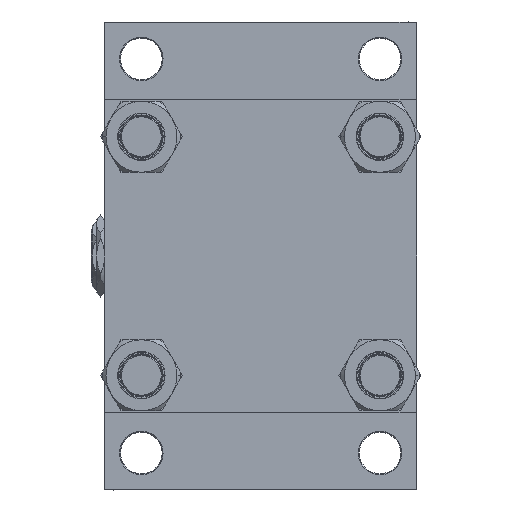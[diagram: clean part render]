
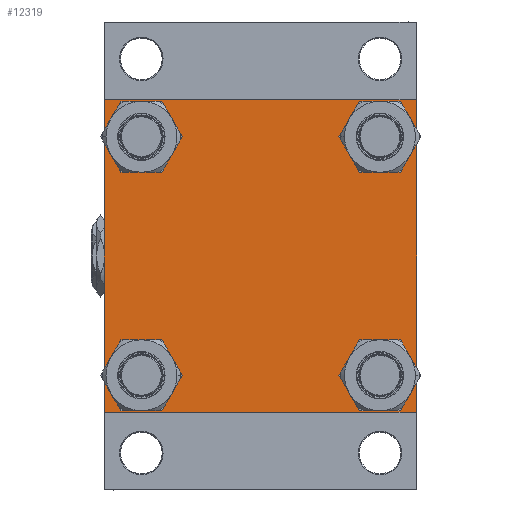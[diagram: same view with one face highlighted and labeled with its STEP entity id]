
A CAD part, left-side view. The second image highlights one B-rep face of the part: STEP entity #12319.
In plain terms, the highlighted planar face has unit normal (-1, 0, 0).
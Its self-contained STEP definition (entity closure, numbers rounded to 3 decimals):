
#210 = VERTEX_POINT ( 'NONE', #17242 ) ;
#1340 = AXIS2_PLACEMENT_3D ( 'NONE', #49166, #22134, #29883 ) ;
#1620 = CARTESIAN_POINT ( 'NONE',  ( 0., -62.95, -62.95 ) ) ;
#2209 = ORIENTED_EDGE ( 'NONE', *, *, #44238, .T. ) ;
#2861 = FACE_BOUND ( 'NONE', #48004, .T. ) ;
#2997 = EDGE_CURVE ( 'NONE', #44845, #210, #31458, .T. ) ;
#4279 = EDGE_CURVE ( 'NONE', #31011, #30887, #38245, .T. ) ;
#4301 = VERTEX_POINT ( 'NONE', #37754 ) ;
#4753 = LINE ( 'NONE', #19786, #6118 ) ;
#5087 = VECTOR ( 'NONE', #31215, 1000. ) ;
#5099 = CARTESIAN_POINT ( 'NONE',  ( 0., 62.95, -74.45 ) ) ;
#5348 = CARTESIAN_POINT ( 'NONE',  ( 0., -62.95, 51.45 ) ) ;
#5484 = VERTEX_POINT ( 'NONE', #10844 ) ;
#5488 = EDGE_CURVE ( 'NONE', #45785, #42990, #19587, .T. ) ;
#6000 = CARTESIAN_POINT ( 'NONE',  ( 0., 62.95, 62.95 ) ) ;
#6118 = VECTOR ( 'NONE', #31053, 1000. ) ;
#6846 = CARTESIAN_POINT ( 'NONE',  ( 0., -62.95, -51.45 ) ) ;
#7084 = EDGE_CURVE ( 'NONE', #40357, #29570, #24306, .T. ) ;
#7567 = EDGE_LOOP ( 'NONE', ( #38348, #27984 ) ) ;
#7842 = VERTEX_POINT ( 'NONE', #29026 ) ;
#8072 = CARTESIAN_POINT ( 'NONE',  ( 0., 82.5, 82.5 ) ) ;
#8217 = VECTOR ( 'NONE', #14492, 1000. ) ;
#8465 = AXIS2_PLACEMENT_3D ( 'NONE', #6000, #21769, #17777 ) ;
#8700 = LINE ( 'NONE', #16724, #16051 ) ;
#8772 = EDGE_LOOP ( 'NONE', ( #21844, #12622 ) ) ;
#9120 = AXIS2_PLACEMENT_3D ( 'NONE', #20215, #11968, #12959 ) ;
#9178 = DIRECTION ( 'NONE',  ( 0., 0., 1. ) ) ;
#10175 = ORIENTED_EDGE ( 'NONE', *, *, #18483, .T. ) ;
#10844 = CARTESIAN_POINT ( 'NONE',  ( 0., -62.95, -74.45 ) ) ;
#10860 = FACE_OUTER_BOUND ( 'NONE', #25802, .T. ) ;
#11105 = EDGE_CURVE ( 'NONE', #4301, #40336, #32467, .T. ) ;
#11968 = DIRECTION ( 'NONE',  ( 1., 0., 0. ) ) ;
#11982 = DIRECTION ( 'NONE',  ( 0., 0., 1. ) ) ;
#12031 = EDGE_CURVE ( 'NONE', #210, #31011, #4753, .T. ) ;
#12229 = ORIENTED_EDGE ( 'NONE', *, *, #13640, .F. ) ;
#12230 = VECTOR ( 'NONE', #37639, 1000. ) ;
#12319 = ADVANCED_FACE ( 'NONE', ( #44667, #2861, #29647, #18142, #10860 ), #33651, .T. ) ;
#12548 = VECTOR ( 'NONE', #24674, 1000. ) ;
#12622 = ORIENTED_EDGE ( 'NONE', *, *, #13968, .T. ) ;
#12959 = DIRECTION ( 'NONE',  ( 0., 0., 1. ) ) ;
#13473 = EDGE_CURVE ( 'NONE', #45785, #44845, #24911, .T. ) ;
#13640 = EDGE_CURVE ( 'NONE', #24007, #34618, #14496, .T. ) ;
#13694 = CARTESIAN_POINT ( 'NONE',  ( 0., 62.95, -62.95 ) ) ;
#13968 = EDGE_CURVE ( 'NONE', #40336, #4301, #28523, .T. ) ;
#14056 = CIRCLE ( 'NONE', #20445, 11.5 ) ;
#14492 = DIRECTION ( 'NONE',  ( 0., -1., 0. ) ) ;
#14496 = LINE ( 'NONE', #29748, #29350 ) ;
#16051 = VECTOR ( 'NONE', #23967, 1000. ) ;
#16152 = CARTESIAN_POINT ( 'NONE',  ( 0., 82.5, 82. ) ) ;
#16724 = CARTESIAN_POINT ( 'NONE',  ( 0., -82.25, -82.25 ) ) ;
#16898 = DIRECTION ( 'NONE',  ( 0., 0., 1. ) ) ;
#17242 = CARTESIAN_POINT ( 'NONE',  ( 0., 82.5, -82. ) ) ;
#17590 = CIRCLE ( 'NONE', #37556, 11.5 ) ;
#17746 = CARTESIAN_POINT ( 'NONE',  ( 0., 62.95, 62.95 ) ) ;
#17777 = DIRECTION ( 'NONE',  ( 0., 0., 1. ) ) ;
#18142 = FACE_BOUND ( 'NONE', #40373, .T. ) ;
#18463 = DIRECTION ( 'NONE',  ( 0., 0.707, 0.707 ) ) ;
#18483 = EDGE_CURVE ( 'NONE', #24541, #7842, #24595, .T. ) ;
#18722 = VERTEX_POINT ( 'NONE', #6846 ) ;
#19199 = LINE ( 'NONE', #22697, #26127 ) ;
#19587 = LINE ( 'NONE', #8072, #12230 ) ;
#19786 = CARTESIAN_POINT ( 'NONE',  ( 0., 82.25, -82.25 ) ) ;
#20215 = CARTESIAN_POINT ( 'NONE',  ( 0., -62.95, 62.95 ) ) ;
#20230 = DIRECTION ( 'NONE',  ( 1., 0., 0. ) ) ;
#20293 = CARTESIAN_POINT ( 'NONE',  ( 0., 82., -82.5 ) ) ;
#20445 = AXIS2_PLACEMENT_3D ( 'NONE', #25541, #43823, #40818 ) ;
#20949 = DIRECTION ( 'NONE',  ( 1., 0., 0. ) ) ;
#21188 = AXIS2_PLACEMENT_3D ( 'NONE', #36352, #40603, #24597 ) ;
#21249 = DIRECTION ( 'NONE',  ( 0., 0., 1. ) ) ;
#21769 = DIRECTION ( 'NONE',  ( 1., 0., 0. ) ) ;
#21844 = ORIENTED_EDGE ( 'NONE', *, *, #11105, .T. ) ;
#21995 = ORIENTED_EDGE ( 'NONE', *, *, #12031, .T. ) ;
#22087 = CARTESIAN_POINT ( 'NONE',  ( 0., -82., -82.5 ) ) ;
#22134 = DIRECTION ( 'NONE',  ( -1., 0., 0. ) ) ;
#22697 = CARTESIAN_POINT ( 'NONE',  ( 0., -82.25, 82.25 ) ) ;
#22882 = ORIENTED_EDGE ( 'NONE', *, *, #33735, .T. ) ;
#23967 = DIRECTION ( 'NONE',  ( 0., -0.707, 0.707 ) ) ;
#24007 = VERTEX_POINT ( 'NONE', #45471 ) ;
#24085 = ORIENTED_EDGE ( 'NONE', *, *, #5488, .F. ) ;
#24306 = CIRCLE ( 'NONE', #9120, 11.5 ) ;
#24464 = ORIENTED_EDGE ( 'NONE', *, *, #45974, .T. ) ;
#24515 = DIRECTION ( 'NONE',  ( 1., 0., 0. ) ) ;
#24541 = VERTEX_POINT ( 'NONE', #25095 ) ;
#24595 = CIRCLE ( 'NONE', #25376, 11.5 ) ;
#24597 = DIRECTION ( 'NONE',  ( 0., 0., 1. ) ) ;
#24674 = DIRECTION ( 'NONE',  ( 0., 0.707, -0.707 ) ) ;
#24911 = LINE ( 'NONE', #30077, #12548 ) ;
#25095 = CARTESIAN_POINT ( 'NONE',  ( 0., 62.95, 51.45 ) ) ;
#25376 = AXIS2_PLACEMENT_3D ( 'NONE', #17746, #24515, #21249 ) ;
#25541 = CARTESIAN_POINT ( 'NONE',  ( 0., -62.95, 62.95 ) ) ;
#25802 = EDGE_LOOP ( 'NONE', ( #48809, #21995, #42939, #24464, #12229, #22882, #24085, #29849 ) ) ;
#26127 = VECTOR ( 'NONE', #18463, 1000. ) ;
#27900 = DIRECTION ( 'NONE',  ( 1., 0., 0. ) ) ;
#27984 = ORIENTED_EDGE ( 'NONE', *, *, #7084, .T. ) ;
#28495 = EDGE_CURVE ( 'NONE', #7842, #24541, #30056, .T. ) ;
#28523 = CIRCLE ( 'NONE', #34928, 11.5 ) ;
#29026 = CARTESIAN_POINT ( 'NONE',  ( 0., 62.95, 74.45 ) ) ;
#29350 = VECTOR ( 'NONE', #45013, 1000. ) ;
#29570 = VERTEX_POINT ( 'NONE', #40759 ) ;
#29647 = FACE_BOUND ( 'NONE', #8772, .T. ) ;
#29748 = CARTESIAN_POINT ( 'NONE',  ( 0., -82.5, 82.5 ) ) ;
#29849 = ORIENTED_EDGE ( 'NONE', *, *, #13473, .T. ) ;
#29883 = DIRECTION ( 'NONE',  ( 0., 0., 1. ) ) ;
#30056 = CIRCLE ( 'NONE', #8465, 11.5 ) ;
#30077 = CARTESIAN_POINT ( 'NONE',  ( 0., 82.25, 82.25 ) ) ;
#30887 = VERTEX_POINT ( 'NONE', #22087 ) ;
#31011 = VERTEX_POINT ( 'NONE', #20293 ) ;
#31053 = DIRECTION ( 'NONE',  ( 0., -0.707, -0.707 ) ) ;
#31215 = DIRECTION ( 'NONE',  ( 0., 0., -1. ) ) ;
#31458 = LINE ( 'NONE', #39221, #5087 ) ;
#31772 = EDGE_CURVE ( 'NONE', #29570, #40357, #14056, .T. ) ;
#32467 = CIRCLE ( 'NONE', #46856, 11.5 ) ;
#32723 = ORIENTED_EDGE ( 'NONE', *, *, #28495, .T. ) ;
#33651 = PLANE ( 'NONE',  #1340 ) ;
#33735 = EDGE_CURVE ( 'NONE', #24007, #42990, #19199, .T. ) ;
#34618 = VERTEX_POINT ( 'NONE', #47224 ) ;
#34759 = CARTESIAN_POINT ( 'NONE',  ( 0., 62.95, -62.95 ) ) ;
#34928 = AXIS2_PLACEMENT_3D ( 'NONE', #34759, #20230, #11982 ) ;
#35550 = CIRCLE ( 'NONE', #21188, 11.5 ) ;
#36352 = CARTESIAN_POINT ( 'NONE',  ( 0., -62.95, -62.95 ) ) ;
#37556 = AXIS2_PLACEMENT_3D ( 'NONE', #1620, #27900, #16898 ) ;
#37639 = DIRECTION ( 'NONE',  ( 0., -1., 0. ) ) ;
#37754 = CARTESIAN_POINT ( 'NONE',  ( 0., 62.95, -51.45 ) ) ;
#38245 = LINE ( 'NONE', #46001, #8217 ) ;
#38348 = ORIENTED_EDGE ( 'NONE', *, *, #31772, .T. ) ;
#39221 = CARTESIAN_POINT ( 'NONE',  ( 0., 82.5, 82.5 ) ) ;
#39491 = CARTESIAN_POINT ( 'NONE',  ( 0., -82., 82.5 ) ) ;
#40336 = VERTEX_POINT ( 'NONE', #5099 ) ;
#40357 = VERTEX_POINT ( 'NONE', #5348 ) ;
#40373 = EDGE_LOOP ( 'NONE', ( #32723, #10175 ) ) ;
#40603 = DIRECTION ( 'NONE',  ( 1., 0., 0. ) ) ;
#40759 = CARTESIAN_POINT ( 'NONE',  ( 0., -62.95, 74.45 ) ) ;
#40818 = DIRECTION ( 'NONE',  ( 0., 0., 1. ) ) ;
#42939 = ORIENTED_EDGE ( 'NONE', *, *, #4279, .T. ) ;
#42990 = VERTEX_POINT ( 'NONE', #39491 ) ;
#43823 = DIRECTION ( 'NONE',  ( 1., 0., 0. ) ) ;
#44238 = EDGE_CURVE ( 'NONE', #18722, #5484, #17590, .T. ) ;
#44667 = FACE_BOUND ( 'NONE', #7567, .T. ) ;
#44845 = VERTEX_POINT ( 'NONE', #16152 ) ;
#45013 = DIRECTION ( 'NONE',  ( 0., 0., -1. ) ) ;
#45471 = CARTESIAN_POINT ( 'NONE',  ( 0., -82.5, 82. ) ) ;
#45766 = CARTESIAN_POINT ( 'NONE',  ( 0., 82., 82.5 ) ) ;
#45785 = VERTEX_POINT ( 'NONE', #45766 ) ;
#45974 = EDGE_CURVE ( 'NONE', #30887, #34618, #8700, .T. ) ;
#46001 = CARTESIAN_POINT ( 'NONE',  ( 0., 82.5, -82.5 ) ) ;
#46626 = ORIENTED_EDGE ( 'NONE', *, *, #49109, .T. ) ;
#46856 = AXIS2_PLACEMENT_3D ( 'NONE', #13694, #20949, #9178 ) ;
#47224 = CARTESIAN_POINT ( 'NONE',  ( 0., -82.5, -82. ) ) ;
#48004 = EDGE_LOOP ( 'NONE', ( #2209, #46626 ) ) ;
#48809 = ORIENTED_EDGE ( 'NONE', *, *, #2997, .T. ) ;
#49109 = EDGE_CURVE ( 'NONE', #5484, #18722, #35550, .T. ) ;
#49166 = CARTESIAN_POINT ( 'NONE',  ( 0., 0., 0. ) ) ;
